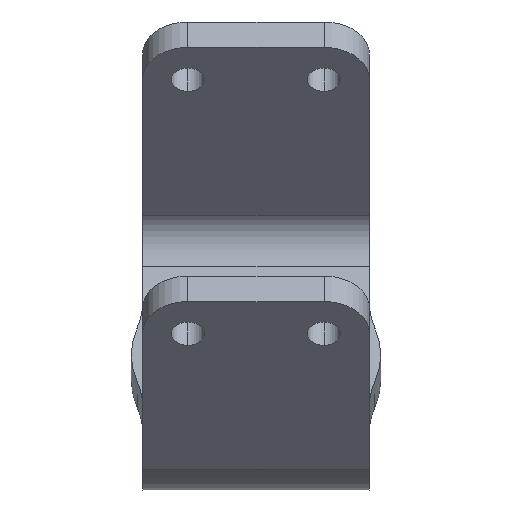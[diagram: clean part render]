
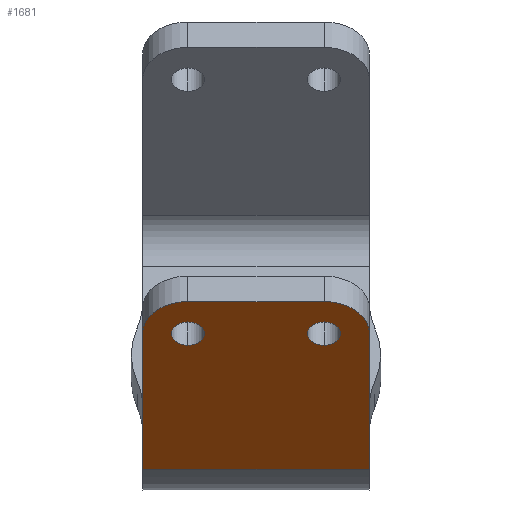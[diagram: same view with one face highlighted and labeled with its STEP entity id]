
A CAD part, front view. The second image highlights one B-rep face of the part: STEP entity #1681.
In plain terms, the highlighted planar face has unit normal (0, -0.707, -0.707).
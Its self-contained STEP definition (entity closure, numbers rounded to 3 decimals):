
#21 = DIRECTION ( 'NONE',  ( -1., 0., 0. ) ) ;
#46 = VERTEX_POINT ( 'NONE', #363 ) ;
#77 = CIRCLE ( 'NONE', #577, 1.45 ) ;
#80 = VERTEX_POINT ( 'NONE', #992 ) ;
#81 = ORIENTED_EDGE ( 'NONE', *, *, #346, .T. ) ;
#117 = VERTEX_POINT ( 'NONE', #1917 ) ;
#177 = VECTOR ( 'NONE', #263, 1000. ) ;
#214 = EDGE_LOOP ( 'NONE', ( #1342, #81, #1944, #1327, #631, #1495 ) ) ;
#263 = DIRECTION ( 'NONE',  ( 0., -0.707, 0.707 ) ) ;
#266 = EDGE_CURVE ( 'NONE', #789, #791, #1850, .T. ) ;
#290 = LINE ( 'NONE', #1958, #177 ) ;
#306 = CARTESIAN_POINT ( 'NONE',  ( -10., 21.673, 307.238 ) ) ;
#331 = PLANE ( 'NONE',  #1800 ) ;
#340 = CARTESIAN_POINT ( 'NONE',  ( 10., 19.428, 309.483 ) ) ;
#346 = EDGE_CURVE ( 'NONE', #870, #791, #1055, .T. ) ;
#351 = DIRECTION ( 'NONE',  ( 0., -0.707, -0.707 ) ) ;
#363 = CARTESIAN_POINT ( 'NONE',  ( 10., 7.478, 321.433 ) ) ;
#366 = VECTOR ( 'NONE', #1949, 1000. ) ;
#459 = FACE_OUTER_BOUND ( 'NONE', #214, .T. ) ;
#563 = VERTEX_POINT ( 'NONE', #1885 ) ;
#573 = LINE ( 'NONE', #1663, #366 ) ;
#577 = AXIS2_PLACEMENT_3D ( 'NONE', #1393, #759, #1102 ) ;
#582 = CARTESIAN_POINT ( 'NONE',  ( -6., 6.452, 322.458 ) ) ;
#585 = AXIS2_PLACEMENT_3D ( 'NONE', #745, #1359, #1045 ) ;
#586 = CARTESIAN_POINT ( 'NONE',  ( -10., 19.428, 309.483 ) ) ;
#598 = VECTOR ( 'NONE', #909, 1000. ) ;
#601 = FACE_BOUND ( 'NONE', #1317, .T. ) ;
#602 = CARTESIAN_POINT ( 'NONE',  ( 6., 7.478, 321.433 ) ) ;
#625 = EDGE_CURVE ( 'NONE', #1610, #563, #686, .T. ) ;
#631 = ORIENTED_EDGE ( 'NONE', *, *, #1571, .T. ) ;
#632 = AXIS2_PLACEMENT_3D ( 'NONE', #1602, #1119, #1718 ) ;
#639 = ORIENTED_EDGE ( 'NONE', *, *, #625, .F. ) ;
#640 = DIRECTION ( 'NONE',  ( 0., -0.707, -0.707 ) ) ;
#686 = CIRCLE ( 'NONE', #1021, 1.45 ) ;
#740 = VECTOR ( 'NONE', #21, 1000. ) ;
#745 = CARTESIAN_POINT ( 'NONE',  ( 6., 7.478, 321.433 ) ) ;
#759 = DIRECTION ( 'NONE',  ( 0., -0.707, -0.707 ) ) ;
#789 = VERTEX_POINT ( 'NONE', #586 ) ;
#791 = VERTEX_POINT ( 'NONE', #1216 ) ;
#820 = EDGE_LOOP ( 'NONE', ( #639, #1947 ) ) ;
#844 = CARTESIAN_POINT ( 'NONE',  ( 6., 4.649, 324.261 ) ) ;
#870 = VERTEX_POINT ( 'NONE', #1251 ) ;
#888 = AXIS2_PLACEMENT_3D ( 'NONE', #1819, #1666, #902 ) ;
#902 = DIRECTION ( 'NONE',  ( 0., 0.707, -0.707 ) ) ;
#909 = DIRECTION ( 'NONE',  ( 0., -0.707, 0.707 ) ) ;
#958 = DIRECTION ( 'NONE',  ( 0., 0.707, -0.707 ) ) ;
#992 = CARTESIAN_POINT ( 'NONE',  ( 6., 6.452, 322.458 ) ) ;
#1021 = AXIS2_PLACEMENT_3D ( 'NONE', #1694, #640, #1872 ) ;
#1036 = VERTEX_POINT ( 'NONE', #844 ) ;
#1041 = CIRCLE ( 'NONE', #585, 4. ) ;
#1045 = DIRECTION ( 'NONE',  ( 0., 0.707, -0.707 ) ) ;
#1055 = CIRCLE ( 'NONE', #888, 4. ) ;
#1098 = EDGE_CURVE ( 'NONE', #1268, #789, #573, .T. ) ;
#1102 = DIRECTION ( 'NONE',  ( 0., 0.707, -0.707 ) ) ;
#1119 = DIRECTION ( 'NONE',  ( 0., -0.707, -0.707 ) ) ;
#1216 = CARTESIAN_POINT ( 'NONE',  ( -10., 7.478, 321.433 ) ) ;
#1227 = EDGE_CURVE ( 'NONE', #46, #1036, #1041, .T. ) ;
#1237 = FACE_BOUND ( 'NONE', #820, .T. ) ;
#1247 = CARTESIAN_POINT ( 'NONE',  ( 10., 4.649, 324.261 ) ) ;
#1251 = CARTESIAN_POINT ( 'NONE',  ( -6., 4.649, 324.261 ) ) ;
#1268 = VERTEX_POINT ( 'NONE', #340 ) ;
#1305 = EDGE_CURVE ( 'NONE', #117, #80, #1524, .T. ) ;
#1317 = EDGE_LOOP ( 'NONE', ( #1402, #1373 ) ) ;
#1327 = ORIENTED_EDGE ( 'NONE', *, *, #1098, .F. ) ;
#1342 = ORIENTED_EDGE ( 'NONE', *, *, #1704, .T. ) ;
#1359 = DIRECTION ( 'NONE',  ( 0., -0.707, -0.707 ) ) ;
#1373 = ORIENTED_EDGE ( 'NONE', *, *, #1305, .F. ) ;
#1393 = CARTESIAN_POINT ( 'NONE',  ( 6., 7.478, 321.433 ) ) ;
#1402 = ORIENTED_EDGE ( 'NONE', *, *, #1689, .F. ) ;
#1495 = ORIENTED_EDGE ( 'NONE', *, *, #1227, .T. ) ;
#1511 = CIRCLE ( 'NONE', #632, 1.45 ) ;
#1524 = CIRCLE ( 'NONE', #1906, 1.45 ) ;
#1529 = DIRECTION ( 'NONE',  ( 0., 0.707, -0.707 ) ) ;
#1571 = EDGE_CURVE ( 'NONE', #1268, #46, #290, .T. ) ;
#1602 = CARTESIAN_POINT ( 'NONE',  ( -6., 7.478, 321.433 ) ) ;
#1610 = VERTEX_POINT ( 'NONE', #582 ) ;
#1663 = CARTESIAN_POINT ( 'NONE',  ( 10., 19.428, 309.483 ) ) ;
#1666 = DIRECTION ( 'NONE',  ( 0., -0.707, -0.707 ) ) ;
#1672 = DIRECTION ( 'NONE',  ( 0., -0.707, -0.707 ) ) ;
#1681 = ADVANCED_FACE ( 'NONE', ( #1237, #601, #459 ), #331, .T. ) ;
#1686 = LINE ( 'NONE', #1247, #740 ) ;
#1689 = EDGE_CURVE ( 'NONE', #80, #117, #77, .T. ) ;
#1694 = CARTESIAN_POINT ( 'NONE',  ( -6., 7.478, 321.433 ) ) ;
#1704 = EDGE_CURVE ( 'NONE', #1036, #870, #1686, .T. ) ;
#1718 = DIRECTION ( 'NONE',  ( 0., 0.707, -0.707 ) ) ;
#1800 = AXIS2_PLACEMENT_3D ( 'NONE', #1874, #1672, #1529 ) ;
#1819 = CARTESIAN_POINT ( 'NONE',  ( -6., 7.478, 321.433 ) ) ;
#1830 = EDGE_CURVE ( 'NONE', #563, #1610, #1511, .T. ) ;
#1850 = LINE ( 'NONE', #306, #598 ) ;
#1872 = DIRECTION ( 'NONE',  ( 0., 0.707, -0.707 ) ) ;
#1874 = CARTESIAN_POINT ( 'NONE',  ( 10., 21.673, 307.238 ) ) ;
#1885 = CARTESIAN_POINT ( 'NONE',  ( -6., 8.503, 320.408 ) ) ;
#1906 = AXIS2_PLACEMENT_3D ( 'NONE', #602, #351, #958 ) ;
#1917 = CARTESIAN_POINT ( 'NONE',  ( 6., 8.503, 320.408 ) ) ;
#1944 = ORIENTED_EDGE ( 'NONE', *, *, #266, .F. ) ;
#1947 = ORIENTED_EDGE ( 'NONE', *, *, #1830, .F. ) ;
#1949 = DIRECTION ( 'NONE',  ( -1., 0., 0. ) ) ;
#1958 = CARTESIAN_POINT ( 'NONE',  ( 10., 21.673, 307.238 ) ) ;
